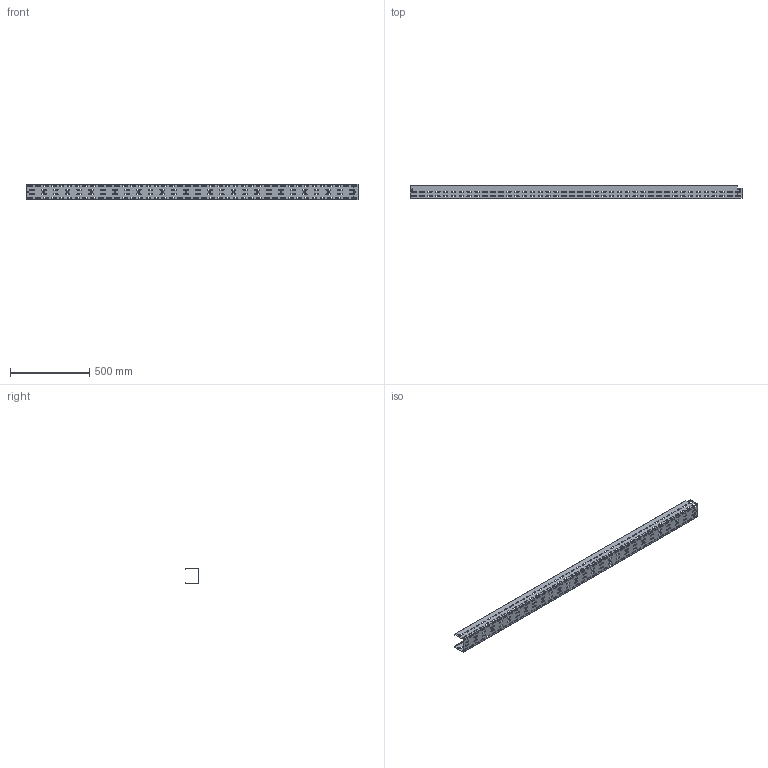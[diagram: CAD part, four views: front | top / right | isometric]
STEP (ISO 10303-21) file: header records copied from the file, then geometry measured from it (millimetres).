
FILE_DESCRIPTION (( 'STEP AP203' ), '1' );
FILE_NAME ('CLP10-080-100-2 Ëîòîê ïåðôîðèðîâàííûé 80õ100õ2000 ÈÝÊ.STEP', '2016-02-04T09:33:33', ( '' ), ( '' ), 'SwSTEP 2.0', 'SolidWorks 2014', '' );
FILE_SCHEMA (( 'CONFIG_CONTROL_DESIGN' ));
Length unit declared in the file: millimetre
Products named in the file (1): CLP10-080-100-2 Ëîòîê ïåðôîðèðîâàííûé 80õ100õ2000 ÈÝÊ
Bounding box: 2100 x 80 x 100 mm (x, y, z)
Volume: 357371.1 mm3; surface area: 1039489.7 mm2
Topology: 1 solids, 1 shells, 1321 faces, 4018 edges, 2683 vertices
Faces by surface type: plane 684, cylinder 637
Full cylindrical faces by diameter (mm): 11 x13
Entity records: 46513 total; most frequent: CARTESIAN_POINT 7984, ORIENTED_EDGE 7984, DIRECTION 7910, EDGE_CURVE 3992, LINE 2718, VECTOR 2718, VERTEX_POINT 2670, AXIS2_PLACEMENT_3D 2596
